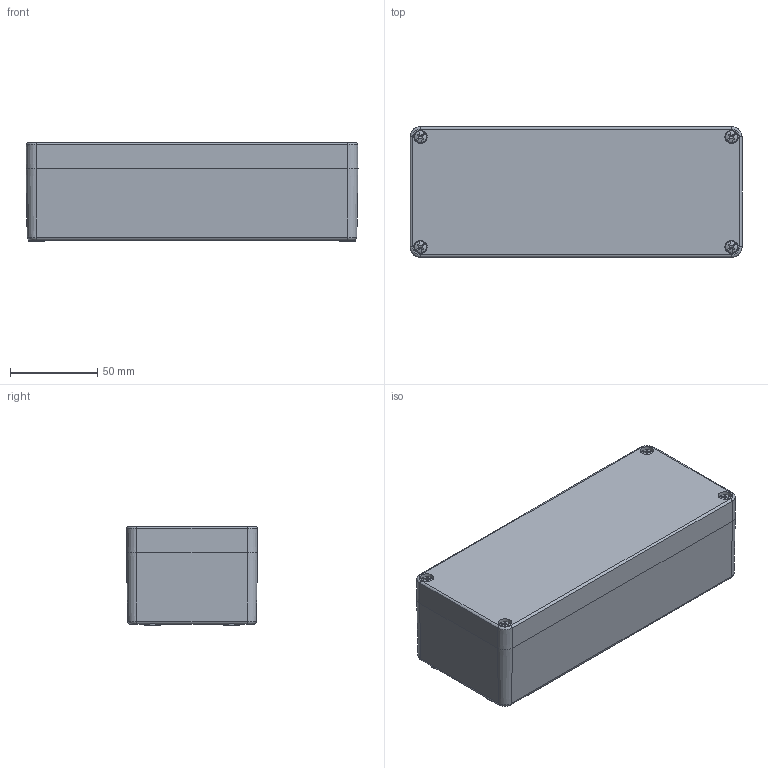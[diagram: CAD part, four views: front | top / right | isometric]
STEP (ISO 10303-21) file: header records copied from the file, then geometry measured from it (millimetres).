
FILE_DESCRIPTION(('CATIA V5 STEP Exchange','CAx-IF Rec.Pracs.--- Model Styling and Organization---1.5--- 2016-08-15','CAx-IF Rec.Pracs.---Supplemental Geometry---1.0---2011-11-01','CAx-IF Rec.Pracs.--- Composite Materials ---1.1---2010-07-15'),'2;1');
FILE_NAME ('010904-5_2', '2024-05-29T08:29:02+00:00', ('none'), ('Weidmueller'), 'CATIA Version 5-6 Release 2022 SP4 HF5', 'CATIA V5 STEP AP214 v3', 'none');
FILE_SCHEMA(('AUTOMOTIVE_DESIGN { 1 0 10303 214 1 1 1 1 }'));
Length unit declared in the file: millimetre
Products named in the file (1): KLIPPON_POK_081906
Bounding box: 190 x 75 x 56.5 mm (x, y, z)
Volume: 253885.8 mm3; surface area: 123101.6 mm2
Topology: 7 solids, 7 shells, 615 faces, 1440 edges, 846 vertices
Faces by surface type: cone 208, plane 159, cylinder 96, bspline 80, torus 56, sphere 16
Entity records: 16998 total; most frequent: CARTESIAN_POINT 4816, ORIENTED_EDGE 2840, DIRECTION 1790, EDGE_CURVE 1420, AXIS2_PLACEMENT_3D 918, VERTEX_POINT 846, EDGE_LOOP 660, ADVANCED_FACE 615
